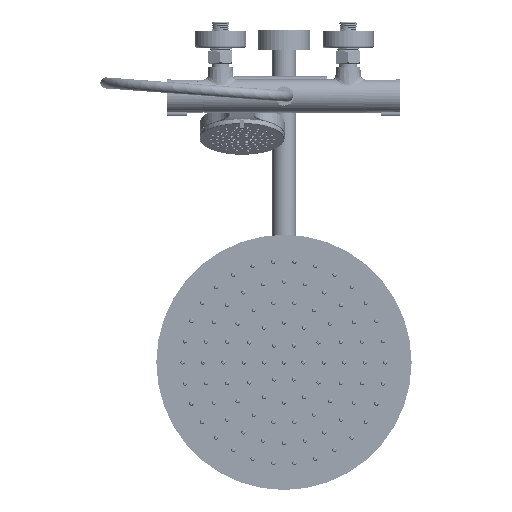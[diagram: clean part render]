
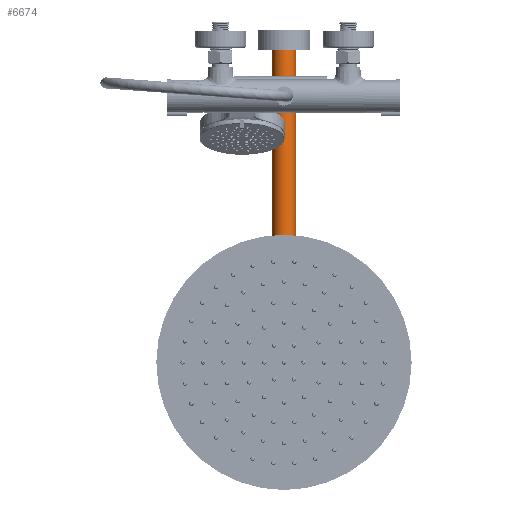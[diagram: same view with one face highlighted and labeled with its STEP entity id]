
A CAD part, front view. The second image highlights one B-rep face of the part: STEP entity #6674.
In plain terms, the highlighted cylindrical face has radius 14 mm (diameter 28 mm), a full revolution.
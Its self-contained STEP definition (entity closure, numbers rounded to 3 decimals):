
#2907=B_SPLINE_CURVE_WITH_KNOTS('',3,(#43010,#43011,#43012,#43013,#43014,
#43015,#43016,#43017,#43018,#43019,#43020,#43021,#43022,#43023,#43024,#43025,
#43026,#43027,#43028,#43029,#43030,#43031,#43032,#43033,#43034,#43035,#43036,
#43037,#43038,#43039,#43040,#43041),.UNSPECIFIED.,.T.,.F.,(2,2,2,2,2,2,2,
2,2,2,2,2,2,2,2,2,2,2),(-0.063,0.,0.125,0.187,
0.25,0.312,0.375,0.437,
0.5,0.562,0.625,0.687,
0.75,0.813,0.875,0.938,1.,1.125),.UNSPECIFIED.);
#2908=B_SPLINE_CURVE_WITH_KNOTS('',3,(#43043,#43044,#43045,#43046,#43047,
#43048,#43049,#43050,#43051,#43052,#43053,#43054,#43055,#43056,#43057,#43058,
#43059,#43060,#43061,#43062,#43063,#43064,#43065,#43066,#43067,#43068,#43069,
#43070),.UNSPECIFIED.,.T.,.F.,(2,2,2,2,2,2,2,2,2,2,2,2,2,2,2,2),(-0.125,
0.,0.125,0.188,0.25,0.313,0.375,0.438,0.5,0.562,
0.625,0.75,0.813,0.875,1.,1.125),.UNSPECIFIED.);
#6674=ADVANCED_FACE('',(#9241,#9242,#9243,#9244),#8599,.T.);
#8599=CYLINDRICAL_SURFACE('',#28572,14.);
#9241=FACE_BOUND('',#10867,.T.);
#9242=FACE_BOUND('',#10868,.T.);
#9243=FACE_BOUND('',#10869,.T.);
#9244=FACE_BOUND('',#10870,.T.);
#10867=EDGE_LOOP('',(#14062));
#10868=EDGE_LOOP('',(#14063));
#10869=EDGE_LOOP('',(#14064));
#10870=EDGE_LOOP('',(#14065));
#14062=ORIENTED_EDGE('',*,*,#23741,.F.);
#14063=ORIENTED_EDGE('',*,*,#23742,.F.);
#14064=ORIENTED_EDGE('',*,*,#23736,.T.);
#14065=ORIENTED_EDGE('',*,*,#23740,.T.);
#21034=VERTEX_POINT('',#42996);
#21038=VERTEX_POINT('',#43008);
#21039=VERTEX_POINT('',#43042);
#21040=VERTEX_POINT('',#43071);
#23736=EDGE_CURVE('',#21034,#21034,#27241,.T.);
#23740=EDGE_CURVE('',#21038,#21038,#27243,.T.);
#23741=EDGE_CURVE('',#21039,#21039,#2907,.T.);
#23742=EDGE_CURVE('',#21040,#21040,#2908,.T.);
#27241=CIRCLE('',#28567,14.);
#27243=CIRCLE('',#28570,14.);
#28567=AXIS2_PLACEMENT_3D('',#42995,#31779,#31780);
#28570=AXIS2_PLACEMENT_3D('',#43007,#31786,#31787);
#28572=AXIS2_PLACEMENT_3D('',#43072,#31790,#31791);
#31779=DIRECTION('',(0.,0.,1.));
#31780=DIRECTION('',(1.,0.,0.));
#31786=DIRECTION('',(0.,0.,-1.));
#31787=DIRECTION('',(-1.,0.,0.));
#31790=DIRECTION('',(0.,0.,-1.));
#31791=DIRECTION('',(-1.,0.,0.));
#42995=CARTESIAN_POINT('',(0.,0.,
-429.));
#42996=CARTESIAN_POINT('',(14.,0.,-429.));
#43007=CARTESIAN_POINT('',(0.,0.,
-24.));
#43008=CARTESIAN_POINT('',(-14.,0.,-24.));
#43010=CARTESIAN_POINT('',(-1.536,-14.,-402.));
#43011=CARTESIAN_POINT('',(3.072,-14.,-402.));
#43012=CARTESIAN_POINT('',(5.909,-12.901,-400.672));
#43013=CARTESIAN_POINT('',(8.788,-10.959,-397.755));
#43014=CARTESIAN_POINT('',(9.562,-10.257,-396.614));
#43015=CARTESIAN_POINT('',(10.663,-9.107,-394.043));
#43016=CARTESIAN_POINT('',(10.997,-8.664,-392.539));
#43017=CARTESIAN_POINT('',(11.003,-8.657,-389.504));
#43018=CARTESIAN_POINT('',(10.683,-9.084,-388.02));
#43019=CARTESIAN_POINT('',(9.581,-10.24,-385.413));
#43020=CARTESIAN_POINT('',(8.825,-10.931,-384.289));
#43021=CARTESIAN_POINT('',(6.89,-12.243,-382.314));
#43022=CARTESIAN_POINT('',(5.756,-12.84,-381.512));
#43023=CARTESIAN_POINT('',(3.067,-13.733,-380.335));
#43024=CARTESIAN_POINT('',(1.559,-13.995,-380.006));
#43025=CARTESIAN_POINT('',(-1.467,-14.005,-379.994));
#43026=CARTESIAN_POINT('',(-2.982,-13.753,-380.31));
#43027=CARTESIAN_POINT('',(-5.687,-12.872,-381.47));
#43028=CARTESIAN_POINT('',(-6.854,-12.263,-382.288));
#43029=CARTESIAN_POINT('',(-8.785,-10.962,-384.24));
#43030=CARTESIAN_POINT('',(-9.562,-10.257,-385.385));
#43031=CARTESIAN_POINT('',(-10.666,-9.104,-387.965));
#43032=CARTESIAN_POINT('',(-10.999,-8.662,-389.466));
#43033=CARTESIAN_POINT('',(-11.001,-8.658,-392.514));
#43034=CARTESIAN_POINT('',(-10.678,-9.09,-393.997));
#43035=CARTESIAN_POINT('',(-9.574,-10.246,-396.599));
#43036=CARTESIAN_POINT('',(-8.812,-10.942,-397.728));
#43037=CARTESIAN_POINT('',(-6.876,-12.251,-399.696));
#43038=CARTESIAN_POINT('',(-5.735,-12.85,-400.501));
#43039=CARTESIAN_POINT('',(-3.046,-13.738,-401.671));
#43040=CARTESIAN_POINT('',(-1.536,-14.,-402.));
#43041=CARTESIAN_POINT('',(3.072,-14.,-402.));
#43042=CARTESIAN_POINT('',(0.,-14.,-402.));
#43043=CARTESIAN_POINT('',(-2.603,-14.,-87.5));
#43044=CARTESIAN_POINT('',(2.603,-14.,-87.5));
#43045=CARTESIAN_POINT('',(5.043,-13.202,-86.401));
#43046=CARTESIAN_POINT('',(7.581,-11.809,-83.85));
#43047=CARTESIAN_POINT('',(8.262,-11.319,-82.847));
#43048=CARTESIAN_POINT('',(9.222,-10.551,-80.59));
#43049=CARTESIAN_POINT('',(9.498,-10.285,-79.305));
#43050=CARTESIAN_POINT('',(9.502,-10.282,-76.726));
#43051=CARTESIAN_POINT('',(9.235,-10.54,-75.452));
#43052=CARTESIAN_POINT('',(8.276,-11.308,-73.175));
#43053=CARTESIAN_POINT('',(7.603,-11.796,-72.177));
#43054=CARTESIAN_POINT('',(5.904,-12.731,-70.46));
#43055=CARTESIAN_POINT('',(4.906,-13.167,-69.768));
#43056=CARTESIAN_POINT('',(2.59,-13.811,-68.773));
#43057=CARTESIAN_POINT('',(1.308,-13.998,-68.503));
#43058=CARTESIAN_POINT('',(-1.26,-14.002,-68.497));
#43059=CARTESIAN_POINT('',(-2.548,-13.818,-68.763));
#43060=CARTESIAN_POINT('',(-4.857,-13.185,-69.74));
#43061=CARTESIAN_POINT('',(-5.881,-12.742,-70.443));
#43062=CARTESIAN_POINT('',(-8.433,-11.342,-73.006));
#43063=CARTESIAN_POINT('',(-9.497,-10.286,-75.402));
#43064=CARTESIAN_POINT('',(-9.501,-10.282,-79.284));
#43065=CARTESIAN_POINT('',(-9.228,-10.546,-80.571));
#43066=CARTESIAN_POINT('',(-8.271,-11.313,-82.833));
#43067=CARTESIAN_POINT('',(-7.585,-11.807,-83.845));
#43068=CARTESIAN_POINT('',(-5.049,-13.199,-86.397));
#43069=CARTESIAN_POINT('',(-2.603,-14.,-87.5));
#43070=CARTESIAN_POINT('',(2.603,-14.,-87.5));
#43071=CARTESIAN_POINT('',(0.,-14.,-87.5));
#43072=CARTESIAN_POINT('',(0.,0.,
-24.));
